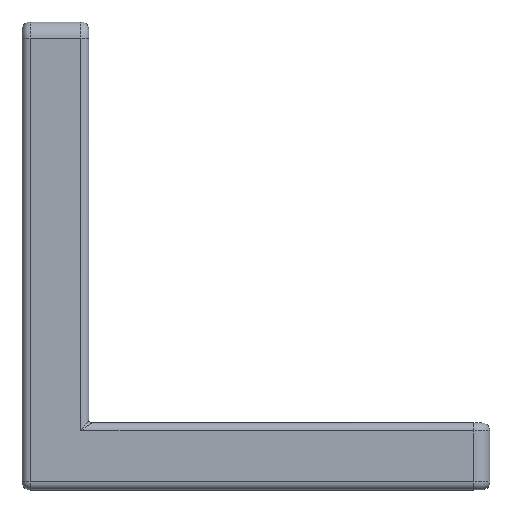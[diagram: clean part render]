
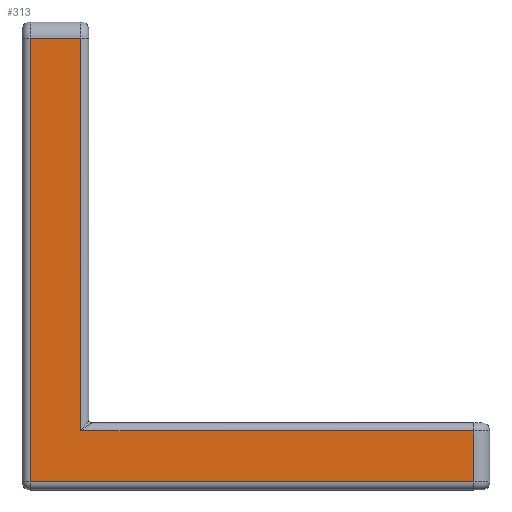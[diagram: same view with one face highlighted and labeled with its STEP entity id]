
A CAD part, top view. The second image highlights one B-rep face of the part: STEP entity #313.
In plain terms, the highlighted planar face has unit normal (0, 0, 1).
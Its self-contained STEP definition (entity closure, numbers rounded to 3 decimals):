
#63 = DIRECTION ( 'NONE',  ( 0., -1., 0. ) ) ;
#77 = VECTOR ( 'NONE', #2086, 1000. ) ;
#94 = CARTESIAN_POINT ( 'NONE',  ( 0., 22., 25. ) ) ;
#139 = EDGE_CURVE ( 'NONE', #1117, #457, #1964, .T. ) ;
#142 = PLANE ( 'NONE',  #454 ) ;
#267 = EDGE_CURVE ( 'NONE', #817, #1117, #937, .T. ) ;
#283 = CARTESIAN_POINT ( 'NONE',  ( 169., 0., 25. ) ) ;
#297 = ORIENTED_EDGE ( 'NONE', *, *, #267, .T. ) ;
#310 = DIRECTION ( 'NONE',  ( 0., 1., 0. ) ) ;
#313 = ADVANCED_FACE ( 'NONE', ( #888 ), #142, .F. ) ;
#324 = VECTOR ( 'NONE', #1224, 1000. ) ;
#415 = LINE ( 'NONE', #1953, #1616 ) ;
#454 = AXIS2_PLACEMENT_3D ( 'NONE', #788, #460, #1604 ) ;
#457 = VERTEX_POINT ( 'NONE', #664 ) ;
#460 = DIRECTION ( 'NONE',  ( 0., 0., -1. ) ) ;
#500 = DIRECTION ( 'NONE',  ( 1., 0., 0. ) ) ;
#583 = DIRECTION ( 'NONE',  ( -1., 0., 0. ) ) ;
#584 = CARTESIAN_POINT ( 'NONE',  ( 22., 169., 25. ) ) ;
#631 = EDGE_CURVE ( 'NONE', #2078, #1607, #650, .T. ) ;
#648 = VECTOR ( 'NONE', #583, 1000. ) ;
#650 = LINE ( 'NONE', #1198, #1910 ) ;
#664 = CARTESIAN_POINT ( 'NONE',  ( 22., 22., 25. ) ) ;
#788 = CARTESIAN_POINT ( 'NONE',  ( 0., 0., 25. ) ) ;
#817 = VERTEX_POINT ( 'NONE', #1243 ) ;
#888 = FACE_OUTER_BOUND ( 'NONE', #1893, .T. ) ;
#903 = CARTESIAN_POINT ( 'NONE',  ( 0., 169., 25. ) ) ;
#937 = LINE ( 'NONE', #283, #77 ) ;
#939 = ORIENTED_EDGE ( 'NONE', *, *, #1003, .T. ) ;
#944 = ORIENTED_EDGE ( 'NONE', *, *, #631, .T. ) ;
#965 = ORIENTED_EDGE ( 'NONE', *, *, #139, .T. ) ;
#1000 = CARTESIAN_POINT ( 'NONE',  ( 3., 169., 25. ) ) ;
#1003 = EDGE_CURVE ( 'NONE', #457, #1296, #415, .T. ) ;
#1117 = VERTEX_POINT ( 'NONE', #1158 ) ;
#1135 = LINE ( 'NONE', #903, #648 ) ;
#1158 = CARTESIAN_POINT ( 'NONE',  ( 169., 22., 25. ) ) ;
#1198 = CARTESIAN_POINT ( 'NONE',  ( 3., 0., 25. ) ) ;
#1224 = DIRECTION ( 'NONE',  ( -1., 0., 0. ) ) ;
#1243 = CARTESIAN_POINT ( 'NONE',  ( 169., 3., 25. ) ) ;
#1296 = VERTEX_POINT ( 'NONE', #584 ) ;
#1308 = CARTESIAN_POINT ( 'NONE',  ( 0., 3., 25. ) ) ;
#1515 = EDGE_CURVE ( 'NONE', #1607, #817, #1645, .T. ) ;
#1591 = VECTOR ( 'NONE', #500, 1000. ) ;
#1604 = DIRECTION ( 'NONE',  ( -1., 0., 0. ) ) ;
#1607 = VERTEX_POINT ( 'NONE', #1665 ) ;
#1616 = VECTOR ( 'NONE', #310, 1000. ) ;
#1645 = LINE ( 'NONE', #1308, #1591 ) ;
#1665 = CARTESIAN_POINT ( 'NONE',  ( 3., 3., 25. ) ) ;
#1886 = EDGE_CURVE ( 'NONE', #1296, #2078, #1135, .T. ) ;
#1893 = EDGE_LOOP ( 'NONE', ( #965, #939, #2102, #944, #1947, #297 ) ) ;
#1910 = VECTOR ( 'NONE', #63, 1000. ) ;
#1947 = ORIENTED_EDGE ( 'NONE', *, *, #1515, .T. ) ;
#1953 = CARTESIAN_POINT ( 'NONE',  ( 22., 0., 25. ) ) ;
#1964 = LINE ( 'NONE', #94, #324 ) ;
#2078 = VERTEX_POINT ( 'NONE', #1000 ) ;
#2086 = DIRECTION ( 'NONE',  ( 0., 1., 0. ) ) ;
#2102 = ORIENTED_EDGE ( 'NONE', *, *, #1886, .T. ) ;
